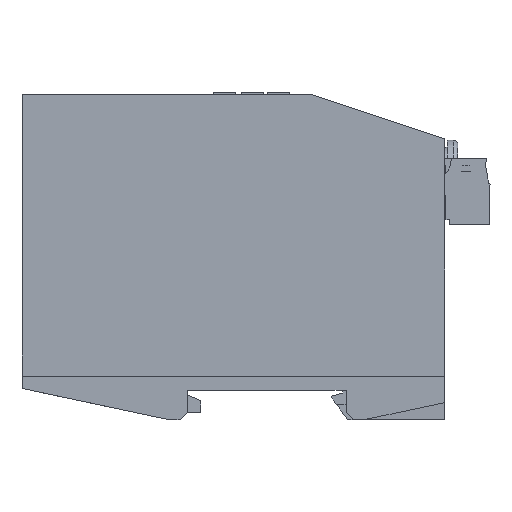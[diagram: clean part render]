
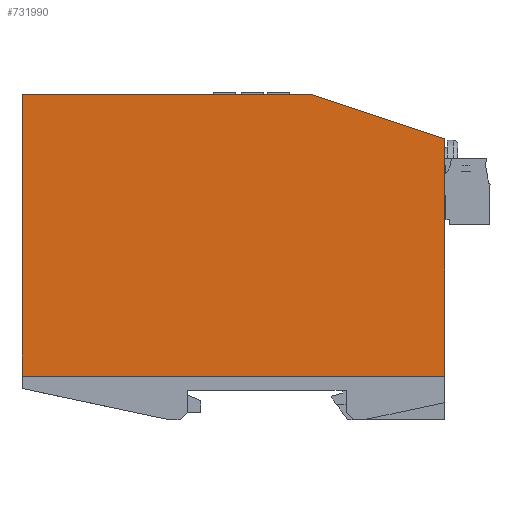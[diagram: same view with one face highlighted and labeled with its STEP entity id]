
A CAD part, left-side view. The second image highlights one B-rep face of the part: STEP entity #731990.
In plain terms, the highlighted face is planar.
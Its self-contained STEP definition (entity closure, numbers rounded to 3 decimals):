
#82990=CARTESIAN_POINT('',(-32.436,58.348,
-61.35));
#83000=DIRECTION('',(0.,0.,-1.));
#83010=DIRECTION('',(-1.,0.,0.));
#83020=AXIS2_PLACEMENT_3D('',#82990,#83000,#83010);
#83030=PLANE('',#83020);
#83100=CARTESIAN_POINT('',(-40.,9.7,
-61.35));
#83110=VERTEX_POINT('',#83100);
#83900=CARTESIAN_POINT('',(55.,9.7,
-61.35));
#83910=VERTEX_POINT('',#83900);
#83940=CARTESIAN_POINT('',(1.5,9.7,-61.35));
#83950=DIRECTION('',(-1.,0.,0.));
#83960=VECTOR('',#83950,1.);
#83970=LINE('',#83940,#83960);
#83980=EDGE_CURVE('',#83910,#83110,#83970,.T.);
#357790=CARTESIAN_POINT('',(55.,73.,
-61.35));
#357800=VERTEX_POINT('',#357790);
#357830=CARTESIAN_POINT('',(55.,0.,-61.35));
#357840=DIRECTION('',(0.,1.,0.));
#357850=VECTOR('',#357840,1.);
#357860=LINE('',#357830,#357850);
#357870=EDGE_CURVE('',#83910,#357800,#357860,.T.);
#731730=ORIENTED_EDGE('',*,*,#83980,.T.);
#731740=ORIENTED_EDGE('',*,*,#357870,.F.);
#731750=CARTESIAN_POINT('',(1.5,73.,-61.35));
#731760=DIRECTION('',(1.,0.,0.));
#731770=VECTOR('',#731760,1.);
#731780=LINE('',#731750,#731770);
#731790=CARTESIAN_POINT('',(-10.,73.,
-61.35));
#731800=VERTEX_POINT('',#731790);
#731810=EDGE_CURVE('',#731800,#357800,#731780,.T.);
#731820=ORIENTED_EDGE('',*,*,#731810,.T.);
#731830=CARTESIAN_POINT('',(1.5,76.833,-61.35));
#731840=DIRECTION('',(-0.949,-0.316,
0.));
#731850=VECTOR('',#731840,1.);
#731860=LINE('',#731830,#731850);
#731870=CARTESIAN_POINT('',(-40.,63.,
-61.35));
#731880=VERTEX_POINT('',#731870);
#731890=EDGE_CURVE('',#731800,#731880,#731860,.T.);
#731900=ORIENTED_EDGE('',*,*,#731890,.F.);
#731910=CARTESIAN_POINT('',(-40.,0.,-61.35));
#731920=DIRECTION('',(0.,1.,0.));
#731930=VECTOR('',#731920,1.);
#731940=LINE('',#731910,#731930);
#731950=EDGE_CURVE('',#83110,#731880,#731940,.T.);
#731960=ORIENTED_EDGE('',*,*,#731950,.T.);
#731970=EDGE_LOOP('',(#731960,#731900,#731820,#731740,#731730));
#731980=FACE_OUTER_BOUND('',#731970,.T.);
#731990=ADVANCED_FACE('',(#731980),#83030,.T.);
